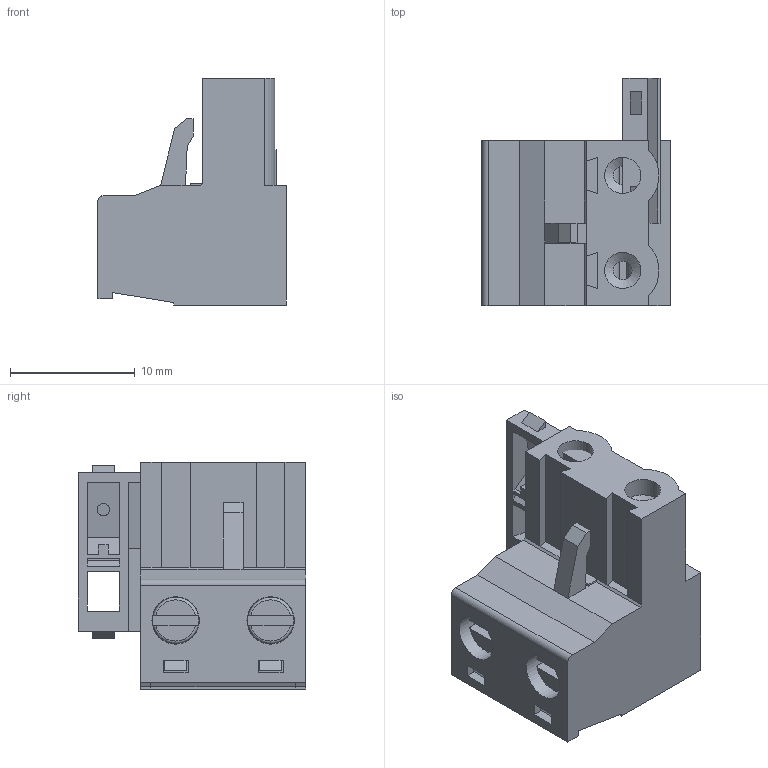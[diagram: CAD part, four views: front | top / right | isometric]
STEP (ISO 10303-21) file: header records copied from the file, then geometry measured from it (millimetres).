
FILE_DESCRIPTION( ( 'Unknown' ), '1' );
FILE_NAME( '691351400002.stp', 'Unknown', ( 'Unknown' ), ( 'Unknown' ), 'PSStep 14.0', 'Unknown', ' ' );
FILE_SCHEMA( ( 'AUTOMOTIVE_DESIGN { 1 0 10303 214 1 1 1 1 }' ) );
Length unit declared in the file: millimetre
Products named in the file (6): Assem1; 691340400002; cage; vis cage; Spring; 691340400002_front wall
Bounding box: 15.1 x 18.24 x 18.27 mm (x, y, z)
Volume: 2954.4 mm3; surface area: 7334.8 mm2
Topology: 13 solids, 13 shells, 641 faces, 1685 edges, 1089 vertices
Faces by surface type: plane 503, cylinder 117, torus 9, cone 8, sphere 4
Full cylindrical faces by diameter (mm): 1 x4, 1.5 x4, 2.459 x3, 2.46 x3, 2.6 x4, 2.9 x4, 3.7 x3, 3.8 x4
Entity records: 10976 total; most frequent: CARTESIAN_POINT 1528, ORIENTED_EDGE 1460, DIRECTION 1414, EDGE_CURVE 730, LINE 626, VECTOR 626, VERTEX_POINT 484, AXIS2_PLACEMENT_3D 394
